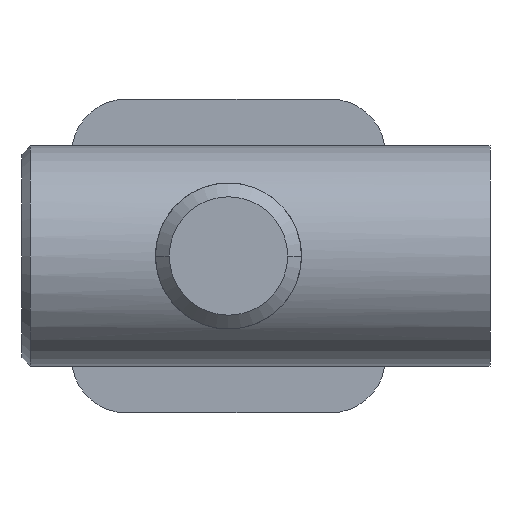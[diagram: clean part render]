
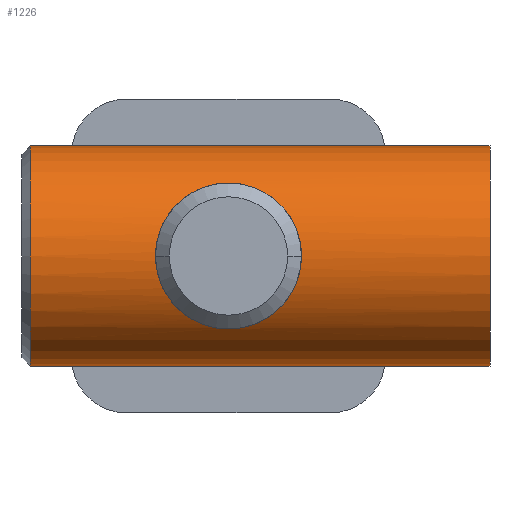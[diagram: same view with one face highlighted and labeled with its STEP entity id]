
A CAD part, left-side view. The second image highlights one B-rep face of the part: STEP entity #1226.
In plain terms, the highlighted cylindrical face has radius 4 mm (diameter 8 mm), a partial arc.
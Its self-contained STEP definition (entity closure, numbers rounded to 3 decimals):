
#40 = VERTEX_POINT ( 'NONE', #725 ) ;
#44 = EDGE_CURVE ( 'NONE', #1631, #401, #806, .T. ) ;
#60 = VERTEX_POINT ( 'NONE', #973 ) ;
#65 = EDGE_CURVE ( 'NONE', #1603, #1631, #1477, .T. ) ;
#122 = CARTESIAN_POINT ( 'NONE',  ( -13.941, -2.561, -0.704 ) ) ;
#123 = ORIENTED_EDGE ( 'NONE', *, *, #1617, .T. ) ;
#127 = CARTESIAN_POINT ( 'NONE',  ( -13.404, 1.619, 2.104 ) ) ;
#128 = CARTESIAN_POINT ( 'NONE',  ( -13.769, -2.288, -1.347 ) ) ;
#130 = CARTESIAN_POINT ( 'NONE',  ( -12.996, -0.181, -2.65 ) ) ;
#149 = CARTESIAN_POINT ( 'NONE',  ( -13.907, 2.508, 0.873 ) ) ;
#226 = ORIENTED_EDGE ( 'NONE', *, *, #65, .T. ) ;
#255 = CARTESIAN_POINT ( 'NONE',  ( -13.117, -0.874, 2.508 ) ) ;
#257 = CARTESIAN_POINT ( 'NONE',  ( -13.221, -1.191, 2.373 ) ) ;
#262 = CARTESIAN_POINT ( 'NONE',  ( -13.221, 1.192, 2.373 ) ) ;
#268 = CARTESIAN_POINT ( 'NONE',  ( -12.996, 0., -2.65 ) ) ;
#278 = DIRECTION ( 'NONE',  ( 0., 0., -1. ) ) ;
#280 = CARTESIAN_POINT ( 'NONE',  ( -13.988, 2.632, 0.355 ) ) ;
#282 = DIRECTION ( 'NONE',  ( 0., -1., 0. ) ) ;
#287 = CARTESIAN_POINT ( 'NONE',  ( -12.996, 0.181, -2.65 ) ) ;
#393 = CARTESIAN_POINT ( 'NONE',  ( -13.905, -2.506, 0.88 ) ) ;
#396 = CYLINDRICAL_SURFACE ( 'NONE', #721, 4. ) ;
#399 = CARTESIAN_POINT ( 'NONE',  ( -14., -2.65, 0.184 ) ) ;
#401 = VERTEX_POINT ( 'NONE', #1461 ) ;
#406 = CARTESIAN_POINT ( 'NONE',  ( -14., 2.65, -0.186 ) ) ;
#410 = AXIS2_PLACEMENT_3D ( 'NONE', #857, #1361, #611 ) ;
#431 = CARTESIAN_POINT ( 'NONE',  ( -10., -9.5, 0. ) ) ;
#438 = CARTESIAN_POINT ( 'NONE',  ( -10., 7.2, -4. ) ) ;
#465 = VERTEX_POINT ( 'NONE', #1186 ) ;
#509 = DIRECTION ( 'NONE',  ( 0., 1., 0. ) ) ;
#516 = VECTOR ( 'NONE', #282, 1000. ) ;
#519 = CARTESIAN_POINT ( 'NONE',  ( -13.778, -2.303, 1.356 ) ) ;
#524 = CARTESIAN_POINT ( 'NONE',  ( -13.271, -1.347, -2.308 ) ) ;
#527 = CARTESIAN_POINT ( 'NONE',  ( -12.996, 0.182, 2.65 ) ) ;
#542 = CARTESIAN_POINT ( 'NONE',  ( -13.594, 1.987, -1.761 ) ) ;
#543 = CARTESIAN_POINT ( 'NONE',  ( -12.996, 0., 2.65 ) ) ;
#561 = EDGE_LOOP ( 'NONE', ( #123, #1106 ) ) ;
#607 = DIRECTION ( 'NONE',  ( 0., -1., 0. ) ) ;
#611 = DIRECTION ( 'NONE',  ( 0., 0., -1. ) ) ;
#666 = CARTESIAN_POINT ( 'NONE',  ( -13.013, 0.36, -2.631 ) ) ;
#667 = CARTESIAN_POINT ( 'NONE',  ( -13.013, -0.359, -2.632 ) ) ;
#671 = CARTESIAN_POINT ( 'NONE',  ( -13.074, 0.707, 2.56 ) ) ;
#675 = CARTESIAN_POINT ( 'NONE',  ( -14., 2.65, 0.173 ) ) ;
#679 = CARTESIAN_POINT ( 'NONE',  ( -13.272, 1.348, -2.307 ) ) ;
#689 = CARTESIAN_POINT ( 'NONE',  ( -13.469, 1.751, 1.996 ) ) ;
#721 = AXIS2_PLACEMENT_3D ( 'NONE', #431, #1078, #278 ) ;
#725 = CARTESIAN_POINT ( 'NONE',  ( -12.996, 0., 2.65 ) ) ;
#787 = CARTESIAN_POINT ( 'NONE',  ( -13.074, -0.706, 2.56 ) ) ;
#798 = CARTESIAN_POINT ( 'NONE',  ( -13.28, -1.34, 2.293 ) ) ;
#806 = LINE ( 'NONE', #863, #1241 ) ;
#811 = ORIENTED_EDGE ( 'NONE', *, *, #1516, .T. ) ;
#857 = CARTESIAN_POINT ( 'NONE',  ( -10., 7.2, 0. ) ) ;
#863 = CARTESIAN_POINT ( 'NONE',  ( -10., -9.5, -4. ) ) ;
#897 = EDGE_CURVE ( 'NONE', #1603, #60, #1448, .T. ) ;
#901 = DIRECTION ( 'NONE',  ( 0., 0., -1. ) ) ;
#914 = CARTESIAN_POINT ( 'NONE',  ( -13.988, -2.632, -0.356 ) ) ;
#915 = CARTESIAN_POINT ( 'NONE',  ( -13.905, 2.505, -0.881 ) ) ;
#916 = CARTESIAN_POINT ( 'NONE',  ( -13.074, -0.708, -2.56 ) ) ;
#918 = FACE_BOUND ( 'NONE', #561, .T. ) ;
#921 = CARTESIAN_POINT ( 'NONE',  ( -13.656, -2.097, -1.63 ) ) ;
#928 = CARTESIAN_POINT ( 'NONE',  ( -12.996, 0., 2.65 ) ) ;
#938 = CARTESIAN_POINT ( 'NONE',  ( -13.656, 2.096, -1.63 ) ) ;
#973 = CARTESIAN_POINT ( 'NONE',  ( -10., -9.5, 4. ) ) ;
#1039 = CARTESIAN_POINT ( 'NONE',  ( -13.013, -0.362, 2.631 ) ) ;
#1041 = EDGE_CURVE ( 'NONE', #465, #40, #1424, .T. ) ;
#1048 = CARTESIAN_POINT ( 'NONE',  ( -13.594, -1.987, -1.761 ) ) ;
#1055 = CARTESIAN_POINT ( 'NONE',  ( -12.996, 0., -2.65 ) ) ;
#1057 = CARTESIAN_POINT ( 'NONE',  ( -13.28, 1.34, 2.293 ) ) ;
#1063 = CARTESIAN_POINT ( 'NONE',  ( -13.118, 0.875, -2.507 ) ) ;
#1071 = CARTESIAN_POINT ( 'NONE',  ( -13.778, 2.304, 1.356 ) ) ;
#1078 = DIRECTION ( 'NONE',  ( 0., -1., 0. ) ) ;
#1106 = ORIENTED_EDGE ( 'NONE', *, *, #1041, .T. ) ;
#1109 = ORIENTED_EDGE ( 'NONE', *, *, #44, .T. ) ;
#1160 = CARTESIAN_POINT ( 'NONE',  ( -13.469, -1.751, 1.996 ) ) ;
#1169 = CARTESIAN_POINT ( 'NONE',  ( -13.118, 0.877, 2.507 ) ) ;
#1176 = CARTESIAN_POINT ( 'NONE',  ( -14., -2.65, -0.174 ) ) ;
#1186 = CARTESIAN_POINT ( 'NONE',  ( -12.996, 0., -2.65 ) ) ;
#1188 = CARTESIAN_POINT ( 'NONE',  ( -13.942, 2.561, 0.702 ) ) ;
#1226 = ADVANCED_FACE ( 'NONE', ( #1471, #918 ), #396, .T. ) ;
#1241 = VECTOR ( 'NONE', #607, 1000. ) ;
#1246 = ORIENTED_EDGE ( 'NONE', *, *, #897, .F. ) ;
#1276 = CARTESIAN_POINT ( 'NONE',  ( -10., -9.5, 0. ) ) ;
#1279 = B_SPLINE_CURVE_WITH_KNOTS ( 'NONE', 3,
 ( #543, #1583, #1039, #787, #255, #257, #798, #1693, #1160, #1700, #519, #393, #1291, #1686, #399, #1176, #914, #122, #1310, #1295, #128, #921, #1048, #1442, #524, #1437, #916, #667, #130, #1055 ),
 .UNSPECIFIED., .F., .F.,
 ( 4, 2, 2, 2, 2, 2, 2, 2, 2, 2, 2, 2, 2, 2, 4 ),
 ( 0.017, 0.017, 0.018, 0.019, 0.019, 0.02, 0.021, 0.021, 0.022, 0.022, 0.023, 0.023, 0.024, 0.025, 0.026 ),
 .UNSPECIFIED. ) ;
#1291 = CARTESIAN_POINT ( 'NONE',  ( -13.94, -2.559, 0.711 ) ) ;
#1295 = CARTESIAN_POINT ( 'NONE',  ( -13.821, -2.371, -1.196 ) ) ;
#1300 = CARTESIAN_POINT ( 'NONE',  ( -13.013, 0.36, 2.631 ) ) ;
#1309 = CARTESIAN_POINT ( 'NONE',  ( -13.405, 1.631, -2.115 ) ) ;
#1310 = CARTESIAN_POINT ( 'NONE',  ( -13.907, -2.508, -0.874 ) ) ;
#1314 = CARTESIAN_POINT ( 'NONE',  ( -13.074, 0.706, -2.56 ) ) ;
#1319 = CARTESIAN_POINT ( 'NONE',  ( -13.987, 2.631, -0.362 ) ) ;
#1327 = CARTESIAN_POINT ( 'NONE',  ( -13.657, 2.107, 1.642 ) ) ;
#1361 = DIRECTION ( 'NONE',  ( 0., -1., 0. ) ) ;
#1424 = B_SPLINE_CURVE_WITH_KNOTS ( 'NONE', 3,
 ( #268, #287, #666, #1314, #1063, #679, #1309, #542, #938, #1589, #1462, #915, #1449, #1319, #406, #675, #280, #1188, #149, #1071, #1327, #689, #127, #1057, #262, #1169, #671, #1300, #527, #928 ),
 .UNSPECIFIED., .F., .F.,
 ( 4, 2, 2, 2, 2, 2, 2, 2, 2, 2, 2, 2, 2, 2, 4 ),
 ( 0.008, 0.009, 0.009, 0.011, 0.011, 0.012, 0.012, 0.013, 0.013, 0.014, 0.015, 0.015, 0.016, 0.016, 0.017 ),
 .UNSPECIFIED. ) ;
#1437 = CARTESIAN_POINT ( 'NONE',  ( -13.118, -0.875, -2.507 ) ) ;
#1442 = CARTESIAN_POINT ( 'NONE',  ( -13.405, -1.63, -2.116 ) ) ;
#1448 = LINE ( 'NONE', #1568, #516 ) ;
#1449 = CARTESIAN_POINT ( 'NONE',  ( -13.94, 2.559, -0.71 ) ) ;
#1461 = CARTESIAN_POINT ( 'NONE',  ( -10., -9.5, -4. ) ) ;
#1462 = CARTESIAN_POINT ( 'NONE',  ( -13.82, 2.37, -1.199 ) ) ;
#1471 = FACE_OUTER_BOUND ( 'NONE', #1515, .T. ) ;
#1477 = CIRCLE ( 'NONE', #410, 4. ) ;
#1515 = EDGE_LOOP ( 'NONE', ( #1246, #226, #1109, #811 ) ) ;
#1516 = EDGE_CURVE ( 'NONE', #401, #60, #1544, .T. ) ;
#1544 = CIRCLE ( 'NONE', #1662, 4. ) ;
#1566 = CARTESIAN_POINT ( 'NONE',  ( -10., 7.2, 4. ) ) ;
#1568 = CARTESIAN_POINT ( 'NONE',  ( -10., -9.5, 4. ) ) ;
#1583 = CARTESIAN_POINT ( 'NONE',  ( -12.996, -0.182, 2.65 ) ) ;
#1589 = CARTESIAN_POINT ( 'NONE',  ( -13.769, 2.288, -1.348 ) ) ;
#1603 = VERTEX_POINT ( 'NONE', #1566 ) ;
#1617 = EDGE_CURVE ( 'NONE', #40, #465, #1279, .T. ) ;
#1631 = VERTEX_POINT ( 'NONE', #438 ) ;
#1662 = AXIS2_PLACEMENT_3D ( 'NONE', #1276, #509, #901 ) ;
#1686 = CARTESIAN_POINT ( 'NONE',  ( -13.988, -2.631, 0.361 ) ) ;
#1693 = CARTESIAN_POINT ( 'NONE',  ( -13.404, -1.62, 2.104 ) ) ;
#1700 = CARTESIAN_POINT ( 'NONE',  ( -13.657, -2.106, 1.642 ) ) ;
